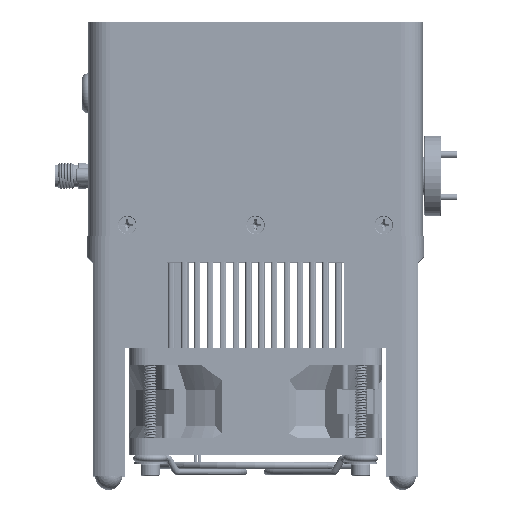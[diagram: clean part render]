
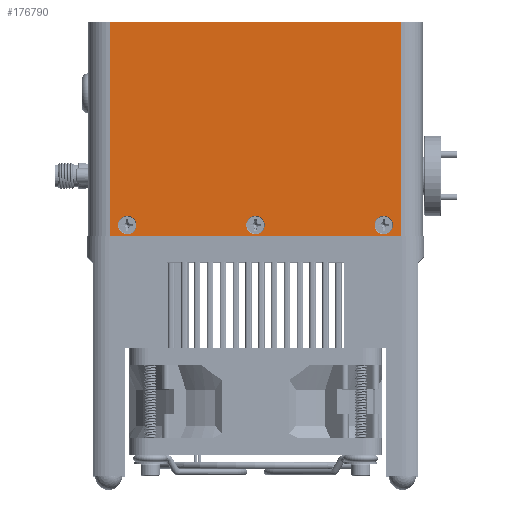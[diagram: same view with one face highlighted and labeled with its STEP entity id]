
A CAD part, top view. The second image highlights one B-rep face of the part: STEP entity #176790.
In plain terms, the highlighted planar face has unit normal (0, 0, 1).
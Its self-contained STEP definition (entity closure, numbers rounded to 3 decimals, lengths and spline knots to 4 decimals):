
#7819 = DIRECTION ( 'NONE',  ( 0., 0., 1. ) ) ;
#13587 = DIRECTION ( 'NONE',  ( 0., 0., 1. ) ) ;
#19599 = DIRECTION ( 'NONE',  ( 0., 0., 1. ) ) ;
#21361 = ORIENTED_EDGE ( 'NONE', *, *, #112687, .F. ) ;
#22520 = EDGE_CURVE ( 'NONE', #268663, #159502, #98570, .T. ) ;
#25551 = CARTESIAN_POINT ( 'NONE',  ( 0., 0.1, 2.9889 ) ) ;
#26470 = CIRCLE ( 'NONE', #175561, 0.086 ) ;
#29851 = DIRECTION ( 'NONE',  ( 0., 0., 1. ) ) ;
#34542 = EDGE_CURVE ( 'NONE', #131153, #59203, #85550, .T. ) ;
#36866 = FACE_OUTER_BOUND ( 'NONE', #171065, .T. ) ;
#37547 = ORIENTED_EDGE ( 'NONE', *, *, #72120, .T. ) ;
#43343 = DIRECTION ( 'NONE',  ( 1., 0., 0. ) ) ;
#48129 = CARTESIAN_POINT ( 'NONE',  ( -1.2, 0.1, 2.9889 ) ) ;
#51345 = DIRECTION ( 'NONE',  ( 1., 0., 0. ) ) ;
#51428 = ORIENTED_EDGE ( 'NONE', *, *, #167451, .F. ) ;
#54207 = ORIENTED_EDGE ( 'NONE', *, *, #82370, .F. ) ;
#58308 = CIRCLE ( 'NONE', #84046, 0.086 ) ;
#59203 = VERTEX_POINT ( 'NONE', #174932 ) ;
#60156 = ORIENTED_EDGE ( 'NONE', *, *, #172597, .F. ) ;
#61103 = ORIENTED_EDGE ( 'NONE', *, *, #34542, .F. ) ;
#61402 = DIRECTION ( 'NONE',  ( 0., -1., 0. ) ) ;
#61589 = VERTEX_POINT ( 'NONE', #89090 ) ;
#64553 = EDGE_LOOP ( 'NONE', ( #51428, #85527 ) ) ;
#70643 = VERTEX_POINT ( 'NONE', #197588 ) ;
#72120 = EDGE_CURVE ( 'NONE', #268406, #59203, #102750, .T. ) ;
#82370 = EDGE_CURVE ( 'NONE', #265691, #61589, #211569, .T. ) ;
#84046 = AXIS2_PLACEMENT_3D ( 'NONE', #147352, #29851, #200466 ) ;
#85527 = ORIENTED_EDGE ( 'NONE', *, *, #22520, .F. ) ;
#85550 = LINE ( 'NONE', #281974, #218257 ) ;
#89090 = CARTESIAN_POINT ( 'NONE',  ( -1.286, 0.1, 2.9889 ) ) ;
#89989 = EDGE_CURVE ( 'NONE', #144684, #70643, #197700, .T. ) ;
#95316 = AXIS2_PLACEMENT_3D ( 'NONE', #190462, #13587, #192022 ) ;
#98570 = CIRCLE ( 'NONE', #139718, 0.086 ) ;
#102750 = LINE ( 'NONE', #299133, #306076 ) ;
#108833 = AXIS2_PLACEMENT_3D ( 'NONE', #48129, #271903, #51345 ) ;
#109258 = FACE_BOUND ( 'NONE', #128964, .T. ) ;
#112687 = EDGE_CURVE ( 'NONE', #271878, #131153, #220336, .T. ) ;
#115595 = DIRECTION ( 'NONE',  ( 0., 0., -1. ) ) ;
#122405 = EDGE_CURVE ( 'NONE', #70643, #144684, #295977, .T. ) ;
#123811 = ORIENTED_EDGE ( 'NONE', *, *, #157928, .T. ) ;
#125004 = DIRECTION ( 'NONE',  ( 0., -1., 0. ) ) ;
#125264 = DIRECTION ( 'NONE',  ( 1., 0., 0. ) ) ;
#128473 = AXIS2_PLACEMENT_3D ( 'NONE', #186496, #115595, #134973 ) ;
#128964 = EDGE_LOOP ( 'NONE', ( #54207, #60156 ) ) ;
#131153 = VERTEX_POINT ( 'NONE', #208977 ) ;
#132712 = ORIENTED_EDGE ( 'NONE', *, *, #122405, .F. ) ;
#134973 = DIRECTION ( 'NONE',  ( -1., 0., 0. ) ) ;
#139718 = AXIS2_PLACEMENT_3D ( 'NONE', #317209, #19599, #215944 ) ;
#144684 = VERTEX_POINT ( 'NONE', #234888 ) ;
#147352 = CARTESIAN_POINT ( 'NONE',  ( -1.2, 0.1, 2.9889 ) ) ;
#157928 = EDGE_CURVE ( 'NONE', #271878, #268406, #173335, .T. ) ;
#159502 = VERTEX_POINT ( 'NONE', #213549 ) ;
#162983 = VECTOR ( 'NONE', #125004, 39.3701 ) ;
#163587 = CARTESIAN_POINT ( 'NONE',  ( -1.365, 0., 2.9889 ) ) ;
#167451 = EDGE_CURVE ( 'NONE', #159502, #268663, #26470, .T. ) ;
#171065 = EDGE_LOOP ( 'NONE', ( #37547, #61103, #21361, #123811 ) ) ;
#172597 = EDGE_CURVE ( 'NONE', #61589, #265691, #58308, .T. ) ;
#173335 = LINE ( 'NONE', #247372, #162983 ) ;
#174932 = CARTESIAN_POINT ( 'NONE',  ( 1.365, 0., 2.9889 ) ) ;
#175561 = AXIS2_PLACEMENT_3D ( 'NONE', #25551, #7819, #125264 ) ;
#175825 = DIRECTION ( 'NONE',  ( 0., 0., 1. ) ) ;
#176790 = ADVANCED_FACE ( 'NONE', ( #188087, #260571, #36866, #109258 ), #236423, .F. ) ;
#186496 = CARTESIAN_POINT ( 'NONE',  ( 1.365, 2., 2.9889 ) ) ;
#188087 = FACE_BOUND ( 'NONE', #64553, .T. ) ;
#190462 = CARTESIAN_POINT ( 'NONE',  ( 1.2, 0.1, 2.9889 ) ) ;
#192022 = DIRECTION ( 'NONE',  ( 1., 0., 0. ) ) ;
#196172 = DIRECTION ( 'NONE',  ( 1., 0., 0. ) ) ;
#197588 = CARTESIAN_POINT ( 'NONE',  ( 1.114, 0.1, 2.9889 ) ) ;
#197700 = CIRCLE ( 'NONE', #228502, 0.086 ) ;
#200466 = DIRECTION ( 'NONE',  ( 1., 0., 0. ) ) ;
#208977 = CARTESIAN_POINT ( 'NONE',  ( 1.365, 2., 2.9889 ) ) ;
#211569 = CIRCLE ( 'NONE', #108833, 0.086 ) ;
#213549 = CARTESIAN_POINT ( 'NONE',  ( 0.086, 0.1, 2.9889 ) ) ;
#215944 = DIRECTION ( 'NONE',  ( 1., 0., 0. ) ) ;
#218257 = VECTOR ( 'NONE', #61402, 39.3701 ) ;
#220336 = LINE ( 'NONE', #318439, #225757 ) ;
#225757 = VECTOR ( 'NONE', #43343, 39.3701 ) ;
#228502 = AXIS2_PLACEMENT_3D ( 'NONE', #298167, #175825, #251468 ) ;
#234888 = CARTESIAN_POINT ( 'NONE',  ( 1.286, 0.1, 2.9889 ) ) ;
#236423 = PLANE ( 'NONE',  #128473 ) ;
#247372 = CARTESIAN_POINT ( 'NONE',  ( -1.365, 2., 2.9889 ) ) ;
#251468 = DIRECTION ( 'NONE',  ( 1., 0., 0. ) ) ;
#259573 = EDGE_LOOP ( 'NONE', ( #283639, #132712 ) ) ;
#260571 = FACE_BOUND ( 'NONE', #259573, .T. ) ;
#265691 = VERTEX_POINT ( 'NONE', #284263 ) ;
#268406 = VERTEX_POINT ( 'NONE', #163587 ) ;
#268663 = VERTEX_POINT ( 'NONE', #268917 ) ;
#268917 = CARTESIAN_POINT ( 'NONE',  ( -0.086, 0.1, 2.9889 ) ) ;
#270499 = CARTESIAN_POINT ( 'NONE',  ( -1.365, 2., 2.9889 ) ) ;
#271878 = VERTEX_POINT ( 'NONE', #270499 ) ;
#271903 = DIRECTION ( 'NONE',  ( 0., 0., 1. ) ) ;
#281974 = CARTESIAN_POINT ( 'NONE',  ( 1.365, 2., 2.9889 ) ) ;
#283639 = ORIENTED_EDGE ( 'NONE', *, *, #89989, .F. ) ;
#284263 = CARTESIAN_POINT ( 'NONE',  ( -1.114, 0.1, 2.9889 ) ) ;
#295977 = CIRCLE ( 'NONE', #95316, 0.086 ) ;
#298167 = CARTESIAN_POINT ( 'NONE',  ( 1.2, 0.1, 2.9889 ) ) ;
#299133 = CARTESIAN_POINT ( 'NONE',  ( 1.365, 0., 2.9889 ) ) ;
#306076 = VECTOR ( 'NONE', #196172, 39.3701 ) ;
#317209 = CARTESIAN_POINT ( 'NONE',  ( 0., 0.1, 2.9889 ) ) ;
#318439 = CARTESIAN_POINT ( 'NONE',  ( 1.365, 2., 2.9889 ) ) ;
